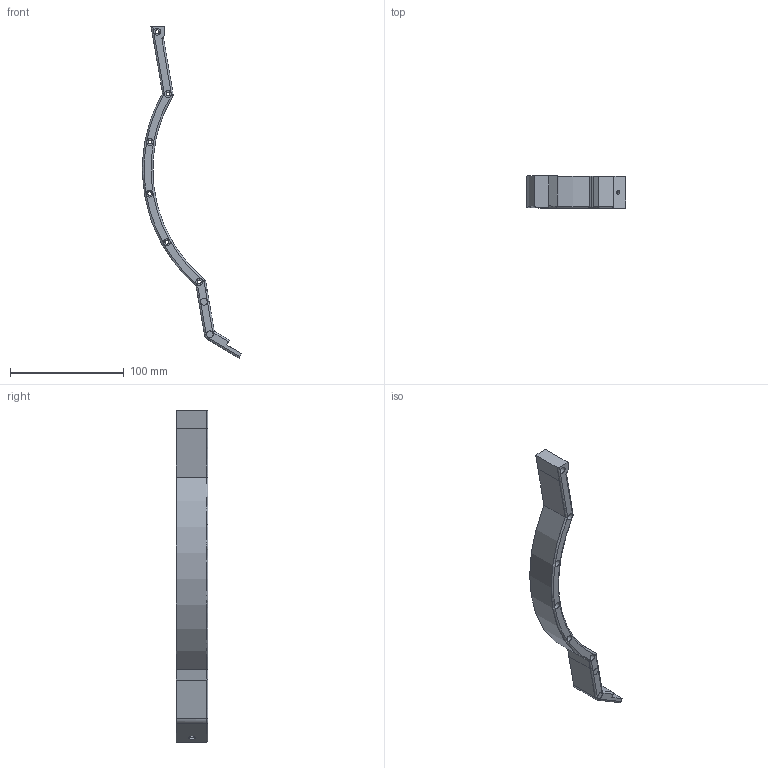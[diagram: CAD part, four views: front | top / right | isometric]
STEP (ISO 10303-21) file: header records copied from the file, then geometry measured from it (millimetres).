
FILE_DESCRIPTION(/* description */ (''),/* implementation_level */ '2;1');
FILE_NAME(/* name */ 'Bumper_side.step',/* time_stamp */ '2021-10-21T20:33:20+02:00',/* author */ (''),/* organization */ (''),/* preprocessor_version */ 'ST-DEVELOPER v18.1',/* originating_system */ 'Autodesk Translation Framework v10.10.0.1391',/* authorisation */ '');
FILE_SCHEMA (('AUTOMOTIVE_DESIGN { 1 0 10303 214 3 1 1 }'));
Length unit declared in the file: millimetre
Products named in the file (1): Bumper_side
Bounding box: 87.07 x 28 x 291.56 mm (x, y, z)
Volume: 74736.4 mm3; surface area: 27490.7 mm2
Topology: 1 solids, 1 shells, 68 faces, 171 edges, 105 vertices
Faces by surface type: plane 26, cylinder 23, bspline 16, torus 2, cone 1
Full cylindrical faces by diameter (mm): 3.3 x9, 6 x8
Entity records: 2672 total; most frequent: CARTESIAN_POINT 1087, ORIENTED_EDGE 330, DIRECTION 302, EDGE_CURVE 165, AXIS2_PLACEMENT_3D 120, VERTEX_POINT 102, EDGE_LOOP 85, CIRCLE 69
